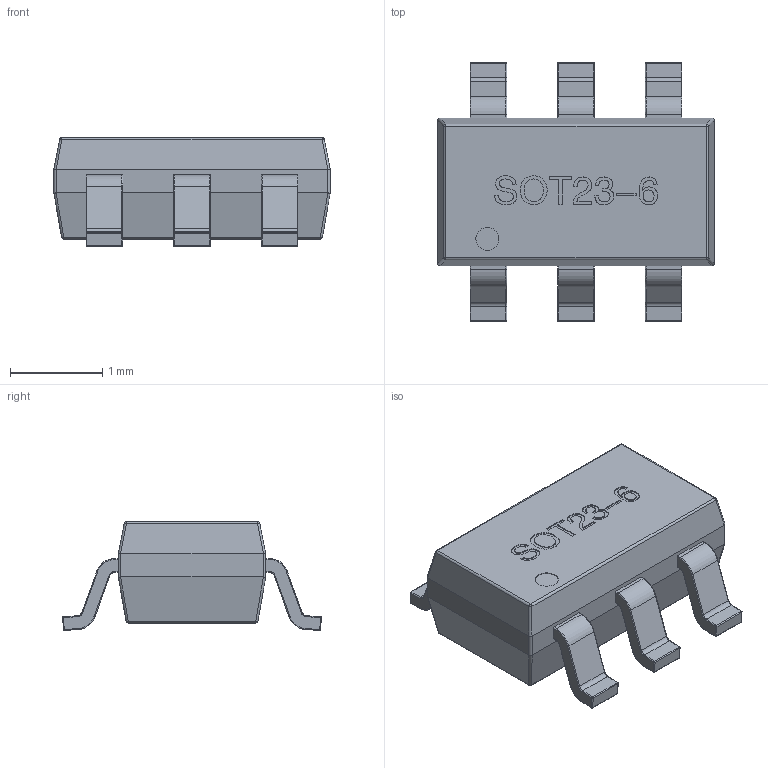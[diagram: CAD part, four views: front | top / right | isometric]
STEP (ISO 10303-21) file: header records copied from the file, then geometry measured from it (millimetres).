
FILE_DESCRIPTION (( 'STEP AP214' ), '1' );
FILE_NAME ('1.STEP', '2017-05-28T01:32:07', ( 'Charjie' ), ( 'Microsoft' ), 'SwSTEP 2.0', 'SolidWorks 2014', '' );
FILE_SCHEMA (( 'AUTOMOTIVE_DESIGN' ));
Length unit declared in the file: millimetre
Products named in the file (5): Designator148; SOT23-6; SOT23-5and6_竘褐; 1
Assembly tree (9 placements, depth 4):
  1
    Designator148
      SOT23-6
        SOT23-5and6_竘褐  x6
        SOT23-6
Bounding box: 3 x 2.81 x 1.18 mm (x, y, z)
Volume: 5.3 mm3; surface area: 25.2 mm2
Topology: 7 solids, 7 shells, 404 faces, 962 edges, 534 vertices
Faces by surface type: bspline 148, cylinder 142, plane 114
Entity records: 10920 total; most frequent: CARTESIAN_POINT 4938, ORIENTED_EDGE 878, DIRECTION 622, EDGE_CURVE 439, VERTEX_POINT 269, VECTOR 240, LINE 240, EDGE_LOOP 194
